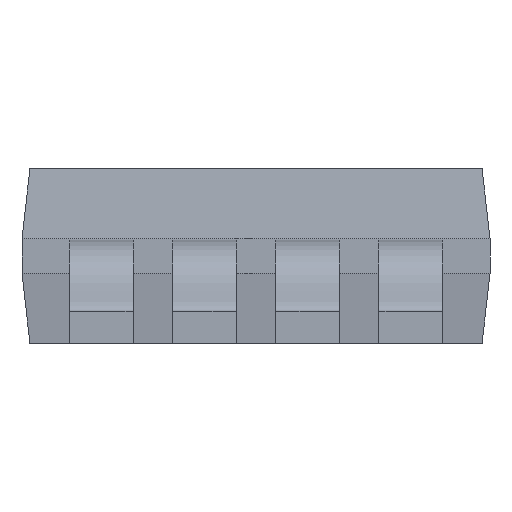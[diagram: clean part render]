
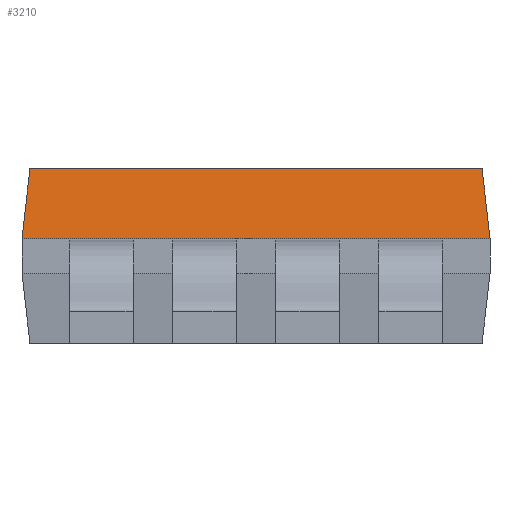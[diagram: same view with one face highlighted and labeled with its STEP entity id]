
A CAD part, front view. The second image highlights one B-rep face of the part: STEP entity #3210.
In plain terms, the highlighted planar face has unit normal (0, -0.994, 0.113).
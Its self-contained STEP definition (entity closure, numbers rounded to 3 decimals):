
#19 = CARTESIAN_POINT ( 'NONE',  ( 1.475, -0.825, 0.66 ) ) ;
#316 = ORIENTED_EDGE ( 'NONE', *, *, #4990, .F. ) ;
#420 = CARTESIAN_POINT ( 'NONE',  ( 1.407, -0.757, 1.258 ) ) ;
#450 = DIRECTION ( 'NONE',  ( -0.112, 0.112, 0.987 ) ) ;
#475 = LINE ( 'NONE', #420, #1219 ) ;
#516 = EDGE_CURVE ( 'NONE', #2932, #2993, #475, .T. ) ;
#736 = CARTESIAN_POINT ( 'NONE',  ( -1.425, -0.775, 1.1 ) ) ;
#791 = VECTOR ( 'NONE', #2247, 1000. ) ;
#820 = LINE ( 'NONE', #2440, #1868 ) ;
#994 = CARTESIAN_POINT ( 'NONE',  ( 1.425, -0.775, 1.1 ) ) ;
#1022 = DIRECTION ( 'NONE',  ( 0., 0.994, -0.113 ) ) ;
#1102 = LINE ( 'NONE', #2743, #791 ) ;
#1219 = VECTOR ( 'NONE', #450, 1000. ) ;
#1256 = FACE_OUTER_BOUND ( 'NONE', #1412, .T. ) ;
#1324 = DIRECTION ( 'NONE',  ( -0.112, -0.112, -0.987 ) ) ;
#1412 = EDGE_LOOP ( 'NONE', ( #2463, #3619, #316, #3682 ) ) ;
#1436 = AXIS2_PLACEMENT_3D ( 'NONE', #2982, #1022, #5009 ) ;
#1868 = VECTOR ( 'NONE', #1324, 1000. ) ;
#2165 = CARTESIAN_POINT ( 'NONE',  ( 0., -0.775, 1.1 ) ) ;
#2247 = DIRECTION ( 'NONE',  ( -1., 0., 0. ) ) ;
#2260 = EDGE_CURVE ( 'NONE', #2830, #3874, #820, .T. ) ;
#2440 = CARTESIAN_POINT ( 'NONE',  ( -1.407, -0.757, 1.258 ) ) ;
#2463 = ORIENTED_EDGE ( 'NONE', *, *, #3840, .F. ) ;
#2743 = CARTESIAN_POINT ( 'NONE',  ( -1.475, -0.825, 0.66 ) ) ;
#2830 = VERTEX_POINT ( 'NONE', #736 ) ;
#2932 = VERTEX_POINT ( 'NONE', #19 ) ;
#2948 = LINE ( 'NONE', #2165, #4245 ) ;
#2982 = CARTESIAN_POINT ( 'NONE',  ( 0., -0.775, 1.1 ) ) ;
#2993 = VERTEX_POINT ( 'NONE', #994 ) ;
#3210 = ADVANCED_FACE ( 'NONE', ( #1256 ), #4870, .F. ) ;
#3454 = CARTESIAN_POINT ( 'NONE',  ( -1.475, -0.825, 0.66 ) ) ;
#3619 = ORIENTED_EDGE ( 'NONE', *, *, #2260, .T. ) ;
#3682 = ORIENTED_EDGE ( 'NONE', *, *, #516, .T. ) ;
#3840 = EDGE_CURVE ( 'NONE', #2830, #2993, #2948, .T. ) ;
#3874 = VERTEX_POINT ( 'NONE', #3454 ) ;
#4137 = DIRECTION ( 'NONE',  ( 1., 0., 0. ) ) ;
#4245 = VECTOR ( 'NONE', #4137, 1000. ) ;
#4870 = PLANE ( 'NONE',  #1436 ) ;
#4990 = EDGE_CURVE ( 'NONE', #2932, #3874, #1102, .T. ) ;
#5009 = DIRECTION ( 'NONE',  ( 1., 0., 0. ) ) ;
